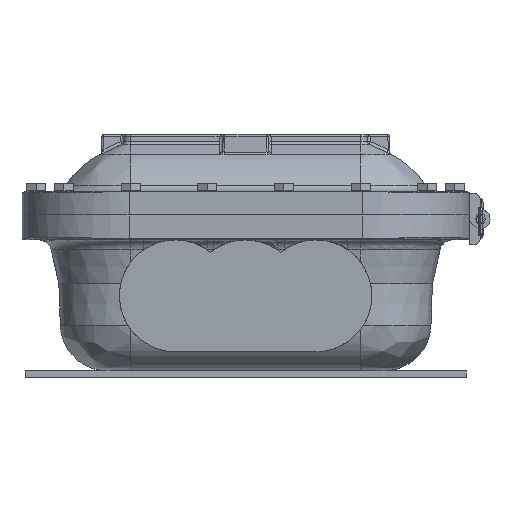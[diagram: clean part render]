
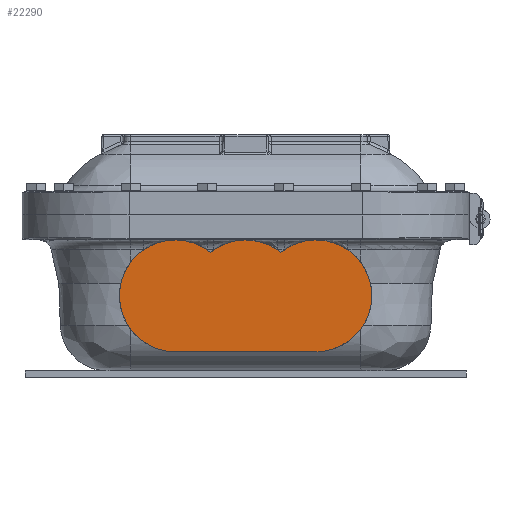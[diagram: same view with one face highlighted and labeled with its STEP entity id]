
A CAD part, left-side view. The second image highlights one B-rep face of the part: STEP entity #22290.
In plain terms, the highlighted face is planar.
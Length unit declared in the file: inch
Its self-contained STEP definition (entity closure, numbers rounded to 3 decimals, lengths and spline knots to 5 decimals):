
#772=LINE('',#35504,#2471);
#2471=VECTOR('',#27334,0.3937);
#3799=ELLIPSE('',#24135,2.18883,2.1875);
#3800=ELLIPSE('',#24137,2.18883,2.1875);
#3801=ELLIPSE('',#24139,2.18883,2.1875);
#3802=ELLIPSE('',#24141,2.18883,2.1875);
#3803=ELLIPSE('',#24144,2.18883,2.1875);
#5137=PLANE('',#24145);
#6880=FACE_OUTER_BOUND('',#8427,.T.);
#8427=EDGE_LOOP('',(#17297,#17298,#17299,#17300,#17301,#17302));
#11234=VERTEX_POINT('',#35344);
#11242=VERTEX_POINT('',#35442);
#11243=VERTEX_POINT('',#35444);
#11244=VERTEX_POINT('',#35448);
#11249=VERTEX_POINT('',#35496);
#11251=VERTEX_POINT('',#35502);
#13512=EDGE_CURVE('',#11242,#11243,#3799,.T.);
#13515=EDGE_CURVE('',#11244,#11242,#3800,.T.);
#13516=EDGE_CURVE('',#11243,#11234,#3801,.T.);
#13522=EDGE_CURVE('',#11249,#11244,#3802,.T.);
#13525=EDGE_CURVE('',#11251,#11249,#772,.T.);
#13526=EDGE_CURVE('',#11234,#11251,#3803,.T.);
#17297=ORIENTED_EDGE('',*,*,#13522,.F.);
#17298=ORIENTED_EDGE('',*,*,#13525,.F.);
#17299=ORIENTED_EDGE('',*,*,#13526,.F.);
#17300=ORIENTED_EDGE('',*,*,#13516,.F.);
#17301=ORIENTED_EDGE('',*,*,#13512,.F.);
#17302=ORIENTED_EDGE('',*,*,#13515,.F.);
#22290=ADVANCED_FACE('',(#6880),#5137,.T.);
#24135=AXIS2_PLACEMENT_3D('',#35445,#27314,#27315);
#24137=AXIS2_PLACEMENT_3D('',#35458,#27319,#27320);
#24139=AXIS2_PLACEMENT_3D('',#35460,#27323,#27324);
#24141=AXIS2_PLACEMENT_3D('',#35498,#27328,#27329);
#24144=AXIS2_PLACEMENT_3D('',#35506,#27337,#27338);
#24145=AXIS2_PLACEMENT_3D('',#35533,#27339,#27340);
#27314=DIRECTION('center_axis',(0.,-0.999,
0.035));
#27315=DIRECTION('ref_axis',(0.,-0.035,-0.999));
#27319=DIRECTION('center_axis',(0.,-0.999,
0.035));
#27320=DIRECTION('ref_axis',(0.,-0.035,-0.999));
#27323=DIRECTION('center_axis',(0.,-0.999,
0.035));
#27324=DIRECTION('ref_axis',(0.,0.035,0.999));
#27328=DIRECTION('center_axis',(0.,-0.999,
0.035));
#27329=DIRECTION('ref_axis',(0.,-0.035,-0.999));
#27334=DIRECTION('',(1.,0.,0.));
#27337=DIRECTION('center_axis',(0.,-0.999,
0.035));
#27338=DIRECTION('ref_axis',(0.,0.035,0.999));
#27339=DIRECTION('center_axis',(0.,0.999,
-0.035));
#27340=DIRECTION('ref_axis',(0.,0.035,0.999));
#35344=CARTESIAN_POINT('',(-4.85457,25.75,-2.68465));
#35442=CARTESIAN_POINT('',(1.375,25.78858,-1.57992));
#35444=CARTESIAN_POINT('',(-1.375,25.78858,-1.57992));
#35445=CARTESIAN_POINT('Origin',(0.,25.72917,
-3.28125));
#35448=CARTESIAN_POINT('',(4.85457,25.75,-2.68465));
#35458=CARTESIAN_POINT('Origin',(2.75,25.72917,-3.28125));
#35460=CARTESIAN_POINT('Origin',(-2.75,25.72917,-3.28125));
#35496=CARTESIAN_POINT('',(2.75,25.65278,-5.46875));
#35498=CARTESIAN_POINT('Origin',(2.75,25.72917,-3.28125));
#35502=CARTESIAN_POINT('',(-2.75,25.65278,-5.46875));
#35504=CARTESIAN_POINT('',(-1.375,25.65278,-5.46875));
#35506=CARTESIAN_POINT('Origin',(-2.75,25.72917,-3.28125));
#35533=CARTESIAN_POINT('Origin',(0.,25.72774,
-3.32203));
